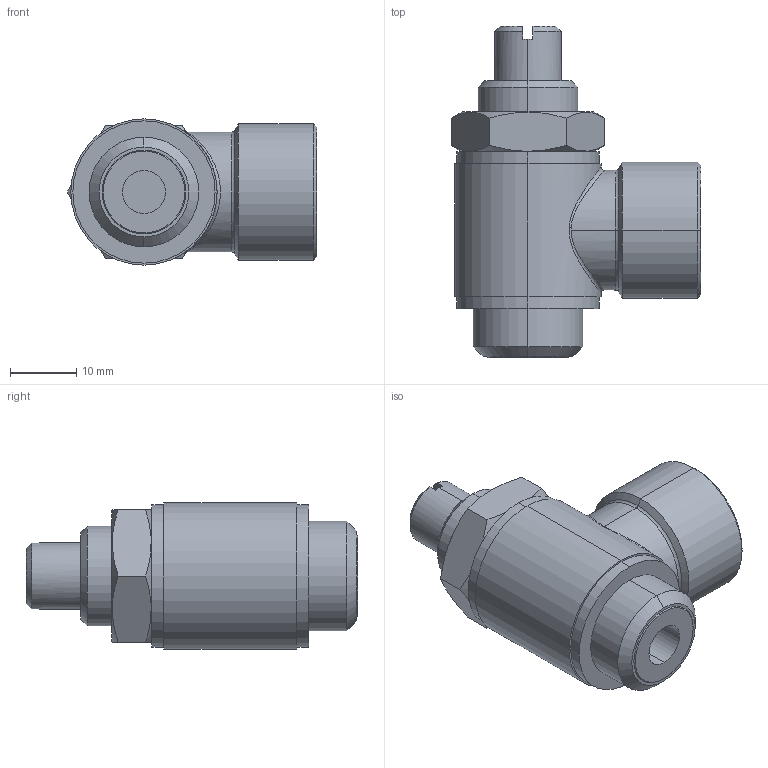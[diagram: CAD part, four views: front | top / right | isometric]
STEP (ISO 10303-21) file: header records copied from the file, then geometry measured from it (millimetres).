
FILE_DESCRIPTION (( 'STEP AP203' ), '1' );
FILE_NAME ('04070B03.STEP', '2010-04-28T08:07:07', ( '' ), ( 'sopra-pneumatic' ), 'SwSTEP 2.0', 'SolidWorks 2009', '' );
FILE_SCHEMA (( 'CONFIG_CONTROL_DESIGN' ));
Length unit declared in the file: millimetre
Products named in the file (1): 04070B03
Bounding box: 37.55 x 49.89 x 22 mm (x, y, z)
Volume: 15970.8 mm3; surface area: 5795.1 mm2
Topology: 1 solids, 3 shells, 69 faces, 147 edges, 94 vertices
Faces by surface type: cylinder 25, plane 24, cone 16, bspline 2, torus 2
Entity records: 3309 total; most frequent: CARTESIAN_POINT 1739, DIRECTION 321, ORIENTED_EDGE 294, EDGE_CURVE 147, AXIS2_PLACEMENT_3D 135, VERTEX_POINT 94, EDGE_LOOP 79, FACE_OUTER_BOUND 69
